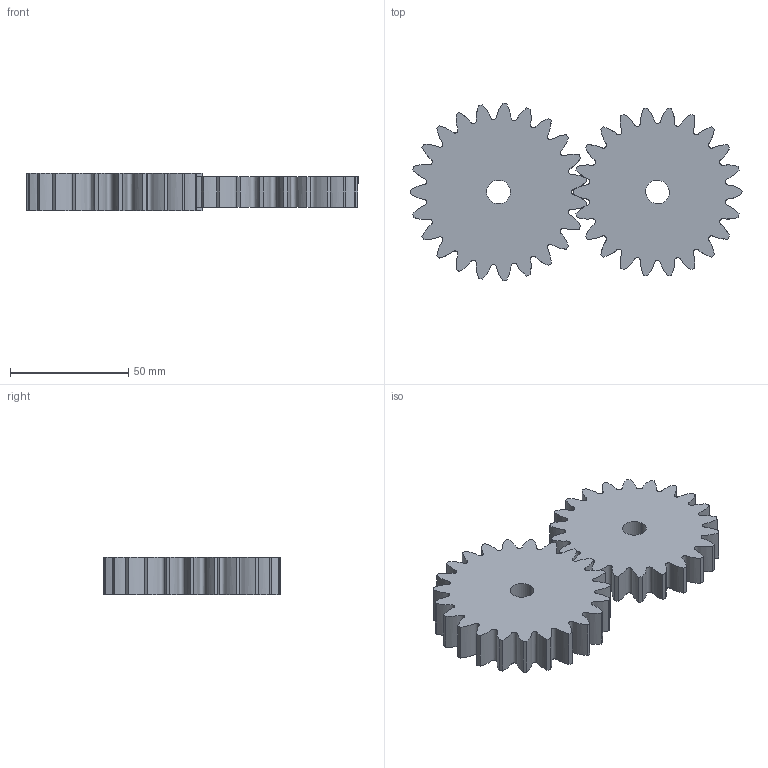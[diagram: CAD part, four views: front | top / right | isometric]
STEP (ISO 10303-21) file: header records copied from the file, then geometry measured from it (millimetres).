
FILE_DESCRIPTION (( 'STEP AP214' ), '1' );
FILE_NAME ('9.STEP', '2025-07-07T06:47:36', ( '' ), ( '' ), 'SwSTEP 2.0', 'SolidWorks 2022', '' );
FILE_SCHEMA (( 'AUTOMOTIVE_DESIGN' ));
Length unit declared in the file: millimetre
Products named in the file (3): 9; SpurGear1_GearTrax; SpurGear2_GearTrax
Assembly tree (2 placements, depth 2):
  9
    SpurGear1_GearTrax
    SpurGear2_GearTrax
Bounding box: 140.56 x 74.96 x 16 mm (x, y, z)
Volume: 96974.3 mm3; surface area: 26267.5 mm2
Topology: 2 solids, 2 shells, 98 faces, 282 edges, 188 vertices
Faces by surface type: cylinder 49, bspline 45, plane 4
Entity records: 11732 total; most frequent: CARTESIAN_POINT 9258, ORIENTED_EDGE 564, DIRECTION 406, EDGE_CURVE 282, VERTEX_POINT 188, AXIS2_PLACEMENT_3D 156, EDGE_LOOP 102, FACE_OUTER_BOUND 98
